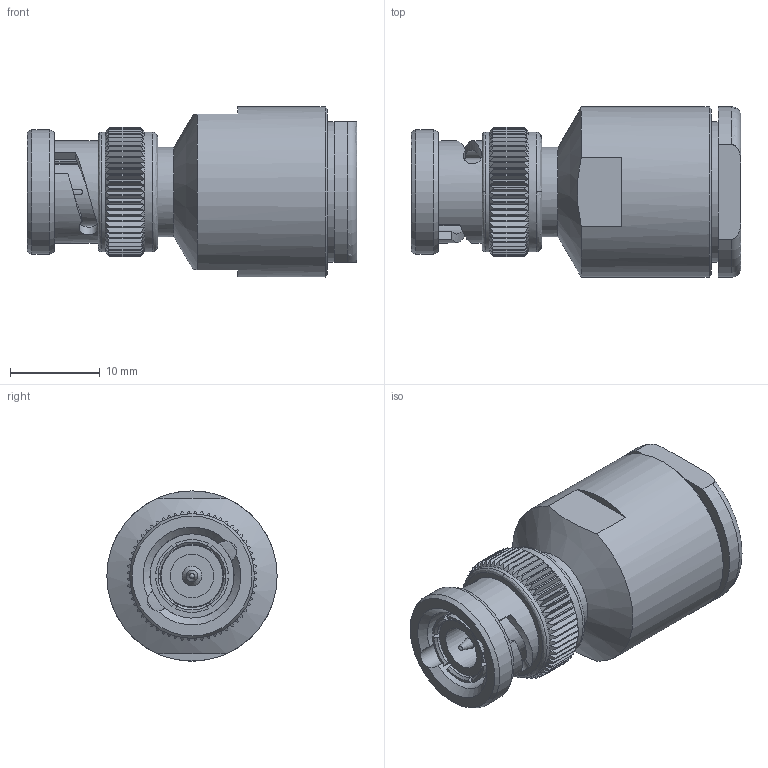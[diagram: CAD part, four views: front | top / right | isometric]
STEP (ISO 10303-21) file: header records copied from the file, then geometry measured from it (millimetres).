
FILE_DESCRIPTION (( 'STEP AP203' ), '1' );
FILE_NAME ('PE4109.step', '2020-03-31T22:24:25', ( '' ), ( '' ), 'SwSTEP 2.0', 'SolidWorks 2018', '' );
FILE_SCHEMA (( 'CONFIG_CONTROL_DESIGN' ));
Length unit declared in the file: inch
Products named in the file (1): PE4109
Bounding box: 36.8 x 19 x 19 mm (x, y, z)
Volume: 5914.9 mm3; surface area: 4162.3 mm2
Topology: 2 solids, 3 shells, 428 faces, 978 edges, 567 vertices
Faces by surface type: plane 170, cone 142, cylinder 101, bspline 13, torus 2
Full cylindrical faces by diameter (mm): 0.711 x1, 1.016 x1, 1.092 x1, 1.27 x2, 1.627 x1, 2.054 x1, 2.184 x1, 2.212 x1, 2.489 x1, 3.81 x1, 4.877 x1, 6.904 x1, 7.057 x1, 7.501 x1, 9.395 x1, 9.991 x1, 11.3 x1, 11.395 x1, 11.515 x1, 13.38 x2, 13.922 x1, 15.698 x1, 19 x1
Entity records: 13563 total; most frequent: CARTESIAN_POINT 4570, ORIENTED_EDGE 1862, DIRECTION 1788, EDGE_CURVE 931, AXIS2_PLACEMENT_3D 755, VERTEX_POINT 555, EDGE_LOOP 482, FACE_OUTER_BOUND 453
